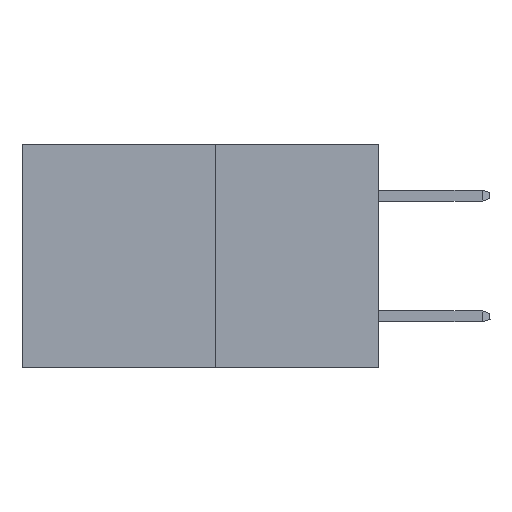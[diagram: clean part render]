
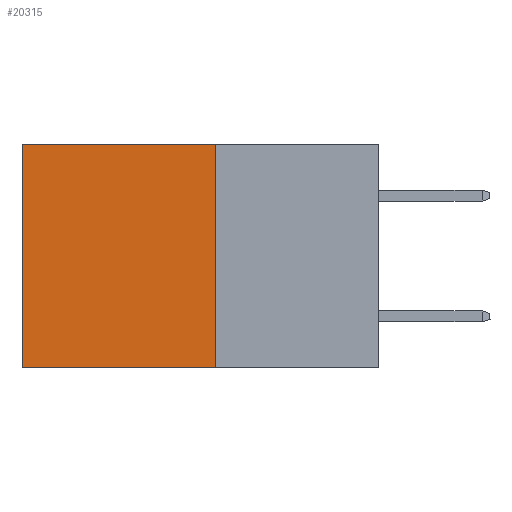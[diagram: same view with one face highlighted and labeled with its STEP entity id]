
A CAD part, left-side view. The second image highlights one B-rep face of the part: STEP entity #20315.
In plain terms, the highlighted planar face has unit normal (-1, 0, 0).
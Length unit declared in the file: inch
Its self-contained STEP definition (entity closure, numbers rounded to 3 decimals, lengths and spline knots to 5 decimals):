
#260 = ORIENTED_EDGE ( 'NONE', *, *, #15683, .F. ) ;
#967 = VECTOR ( 'NONE', #24011, 39.37008 ) ;
#1097 = CARTESIAN_POINT ( 'NONE',  ( 0.277, 0.27, -0.37 ) ) ;
#3509 = PLANE ( 'NONE',  #27155 ) ;
#4175 = VERTEX_POINT ( 'NONE', #1097 ) ;
#5878 = VERTEX_POINT ( 'NONE', #21356 ) ;
#6147 = EDGE_CURVE ( 'NONE', #17435, #31985, #19046, .T. ) ;
#10346 = CARTESIAN_POINT ( 'NONE',  ( 0.277, 0.59, -0.37 ) ) ;
#12839 = DIRECTION ( 'NONE',  ( 0., 0., -1. ) ) ;
#13583 = DIRECTION ( 'NONE',  ( 1., 0., 0. ) ) ;
#14217 = CARTESIAN_POINT ( 'NONE',  ( 0.277, 0.27, -0.37 ) ) ;
#15683 = EDGE_CURVE ( 'NONE', #4175, #5878, #26759, .T. ) ;
#17435 = VERTEX_POINT ( 'NONE', #28594 ) ;
#17767 = CARTESIAN_POINT ( 'NONE',  ( 0.277, 0.27, 0. ) ) ;
#17809 = DIRECTION ( 'NONE',  ( 0., 1., 0. ) ) ;
#17921 = VECTOR ( 'NONE', #12839, 39.37008 ) ;
#18722 = LINE ( 'NONE', #10346, #17921 ) ;
#19046 = LINE ( 'NONE', #17767, #24888 ) ;
#20099 = CARTESIAN_POINT ( 'NONE',  ( 0.277, 0.27, -0.37 ) ) ;
#20315 = ADVANCED_FACE ( 'NONE', ( #21458 ), #3509, .F. ) ;
#20641 = VECTOR ( 'NONE', #25072, 39.37008 ) ;
#21356 = CARTESIAN_POINT ( 'NONE',  ( 0.277, 0.59, -0.37 ) ) ;
#21458 = FACE_OUTER_BOUND ( 'NONE', #21990, .T. ) ;
#21512 = EDGE_CURVE ( 'NONE', #31985, #5878, #18722, .T. ) ;
#21810 = ORIENTED_EDGE ( 'NONE', *, *, #28060, .F. ) ;
#21990 = EDGE_LOOP ( 'NONE', ( #30885, #260, #21810, #26589 ) ) ;
#22304 = CARTESIAN_POINT ( 'NONE',  ( 0.277, 0.59, 0. ) ) ;
#24011 = DIRECTION ( 'NONE',  ( 0., 1., 0. ) ) ;
#24888 = VECTOR ( 'NONE', #17809, 39.37008 ) ;
#25072 = DIRECTION ( 'NONE',  ( 0., 0., -1. ) ) ;
#26589 = ORIENTED_EDGE ( 'NONE', *, *, #6147, .T. ) ;
#26759 = LINE ( 'NONE', #14217, #967 ) ;
#27155 = AXIS2_PLACEMENT_3D ( 'NONE', #28469, #13583, #30947 ) ;
#27237 = LINE ( 'NONE', #20099, #20641 ) ;
#28060 = EDGE_CURVE ( 'NONE', #17435, #4175, #27237, .T. ) ;
#28469 = CARTESIAN_POINT ( 'NONE',  ( 0.277, 0.27, -0.37 ) ) ;
#28594 = CARTESIAN_POINT ( 'NONE',  ( 0.277, 0.27, 0. ) ) ;
#30885 = ORIENTED_EDGE ( 'NONE', *, *, #21512, .T. ) ;
#30947 = DIRECTION ( 'NONE',  ( 0., 0., -1. ) ) ;
#31985 = VERTEX_POINT ( 'NONE', #22304 ) ;
